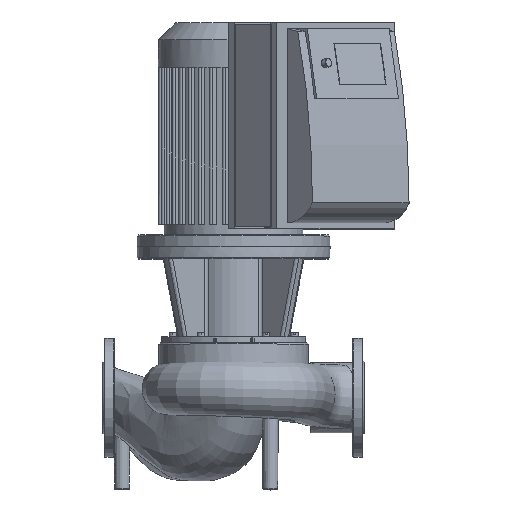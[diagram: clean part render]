
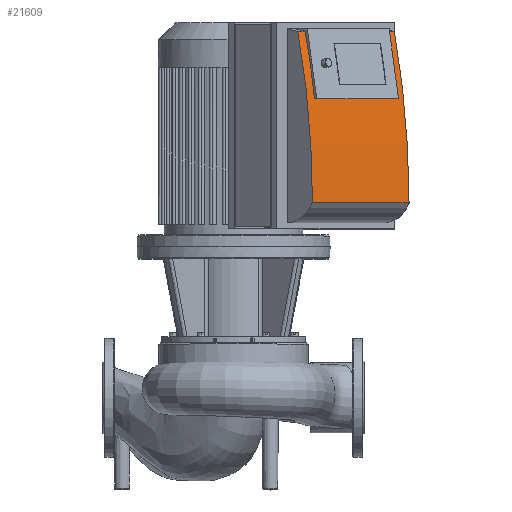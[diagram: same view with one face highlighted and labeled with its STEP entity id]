
A CAD part, top view. The second image highlights one B-rep face of the part: STEP entity #21609.
In plain terms, the highlighted cylindrical face has radius 1202.87 mm (diameter 2405.74 mm), a partial arc.
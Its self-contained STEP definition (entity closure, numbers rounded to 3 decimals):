
#879=CYLINDRICAL_SURFACE($,#23776,1202.871);
#2129=FACE_OUTER_BOUND($,#3630,.T.);
#3630=EDGE_LOOP($,(#19377,#19378,#19379,#19380,#19381,#19382,#19383,#19384));
#5467=LINE($,#57994,#7337);
#5479=LINE($,#58022,#7349);
#5484=LINE($,#58031,#7354);
#5486=LINE($,#58041,#7356);
#7337=VECTOR($,#29804,195.);
#7349=VECTOR($,#29830,17.5);
#7354=VECTOR($,#29837,17.5);
#7356=VECTOR($,#29849,230.);
#8331=CIRCLE($,#23766,1202.871);
#8332=CIRCLE($,#23770,1202.871);
#8334=CIRCLE($,#23775,1202.871);
#8335=CIRCLE($,#23777,1202.871);
#10310=VERTEX_POINT($,#57992);
#10311=VERTEX_POINT($,#57993);
#10314=VERTEX_POINT($,#58001);
#10319=VERTEX_POINT($,#58017);
#10320=VERTEX_POINT($,#58021);
#10323=VERTEX_POINT($,#58029);
#10325=VERTEX_POINT($,#58034);
#10326=VERTEX_POINT($,#58039);
#13329=EDGE_CURVE($,#10310,#10311,#5467,.T.);
#13333=EDGE_CURVE($,#10314,#10310,#8331,.T.);
#13341=EDGE_CURVE($,#10311,#10319,#8332,.T.);
#13343=EDGE_CURVE($,#10320,#10314,#5479,.T.);
#13348=EDGE_CURVE($,#10319,#10323,#5484,.T.);
#13351=EDGE_CURVE($,#10325,#10320,#8334,.T.);
#13352=EDGE_CURVE($,#10323,#10326,#8335,.T.);
#13353=EDGE_CURVE($,#10325,#10326,#5486,.T.);
#19377=ORIENTED_EDGE($,*,*,#13341,.T.);
#19378=ORIENTED_EDGE($,*,*,#13348,.T.);
#19379=ORIENTED_EDGE($,*,*,#13352,.T.);
#19380=ORIENTED_EDGE($,*,*,#13353,.F.);
#19381=ORIENTED_EDGE($,*,*,#13351,.T.);
#19382=ORIENTED_EDGE($,*,*,#13343,.T.);
#19383=ORIENTED_EDGE($,*,*,#13333,.T.);
#19384=ORIENTED_EDGE($,*,*,#13329,.T.);
#21609=ADVANCED_FACE($,(#2129),#879,.T.);
#23766=AXIS2_PLACEMENT_3D($,#58002,#29810,#29811);
#23770=AXIS2_PLACEMENT_3D($,#58018,#29825,#29826);
#23775=AXIS2_PLACEMENT_3D($,#58037,#29843,#29844);
#23776=AXIS2_PLACEMENT_3D($,#58038,#29845,#29846);
#23777=AXIS2_PLACEMENT_3D($,#58040,#29847,#29848);
#29804=DIRECTION($,(-0.707,0.,0.707));
#29810=DIRECTION('center_axis',(0.707,0.,-0.707));
#29811=DIRECTION('ref_axis',(0.707,0.,0.707));
#29825=DIRECTION('center_axis',(-0.707,0.,0.707));
#29826=DIRECTION('ref_axis',(0.707,0.,0.707));
#29830=DIRECTION($,(-0.707,0.,0.707));
#29837=DIRECTION($,(-0.707,0.,0.707));
#29843=DIRECTION('center_axis',(-0.707,0.,0.707));
#29844=DIRECTION('ref_axis',(0.707,0.,0.707));
#29845=DIRECTION('center_axis',(-0.707,0.,0.707));
#29846=DIRECTION('ref_axis',(0.707,0.,0.707));
#29847=DIRECTION('center_axis',(0.707,0.,-0.707));
#29848=DIRECTION('ref_axis',(0.707,0.,0.707));
#29849=DIRECTION($,(-0.707,0.,0.707));
#57992=CARTESIAN_POINT('',(494.128,503.128,336.242));
#57993=CARTESIAN_POINT('',(356.242,503.128,474.128));
#57994=CARTESIAN_POINT($,(425.185,503.128,405.185));
#58001=CARTESIAN_POINT('',(478.448,616.,320.562));
#58002=CARTESIAN_POINT('Origin',(-347.362,327.944,-505.248));
#58017=CARTESIAN_POINT('',(340.562,616.,458.448));
#58018=CARTESIAN_POINT('Origin',(-485.248,327.944,-367.362));
#58021=CARTESIAN_POINT('',(490.822,616.,308.187));
#58022=CARTESIAN_POINT($,(409.505,616.,389.505));
#58029=CARTESIAN_POINT('',(328.187,616.,470.822));
#58031=CARTESIAN_POINT($,(409.505,616.,389.505));
#58034=CARTESIAN_POINT('',(515.571,327.944,332.936));
#58037=CARTESIAN_POINT('Origin',(-334.988,327.944,-517.622));
#58038=CARTESIAN_POINT('Origin',(-416.305,327.944,-436.305));
#58039=CARTESIAN_POINT('',(352.936,327.944,495.571));
#58040=CARTESIAN_POINT('Origin',(-497.622,327.944,-354.988));
#58041=CARTESIAN_POINT($,(434.253,327.944,414.253));
